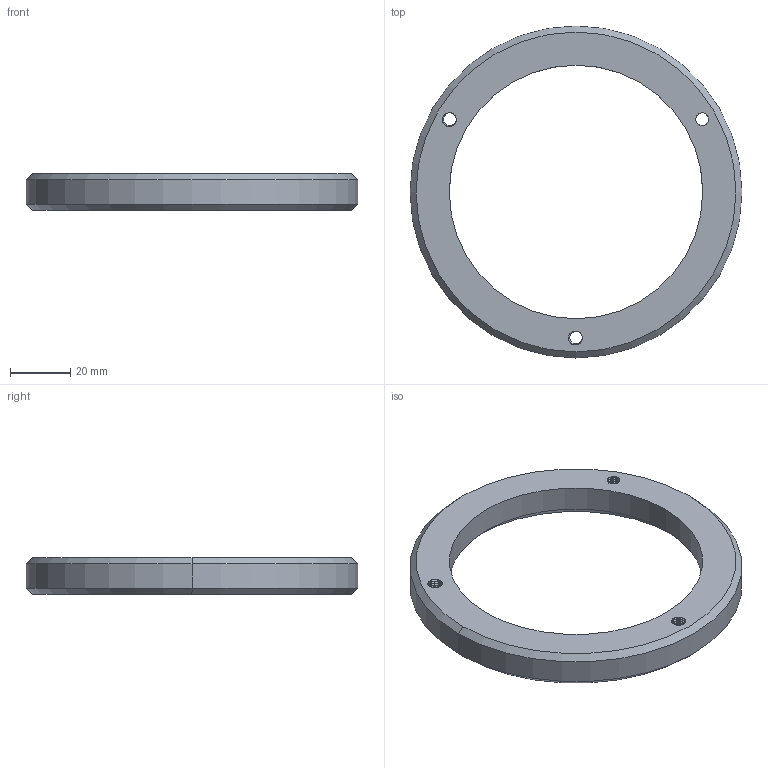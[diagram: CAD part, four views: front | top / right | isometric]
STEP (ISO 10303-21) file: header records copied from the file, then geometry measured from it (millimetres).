
FILE_DESCRIPTION (( 'STEP AP214' ), '1' );
FILE_NAME ('Front Plate.STEP', '2019-02-10T14:23:47', ( '' ), ( '' ), 'SwSTEP 2.0', 'SolidWorks 2018', '' );
FILE_SCHEMA (( 'AUTOMOTIVE_DESIGN' ));
Length unit declared in the file: millimetre
Products named in the file (1): Front Plate
Bounding box: 110 x 110 x 12 mm (x, y, z)
Volume: 42213.1 mm3; surface area: 15239.6 mm2
Topology: 1 solids, 1 shells, 118 faces, 329 edges, 214 vertices
Faces by surface type: cylinder 99, bspline 9, plane 6, cone 4
Entity records: 11857 total; most frequent: CARTESIAN_POINT 9362, ORIENTED_EDGE 658, DIRECTION 382, EDGE_CURVE 329, VERTEX_POINT 214, AXIS2_PLACEMENT_3D 135, EDGE_LOOP 127, FACE_OUTER_BOUND 118
